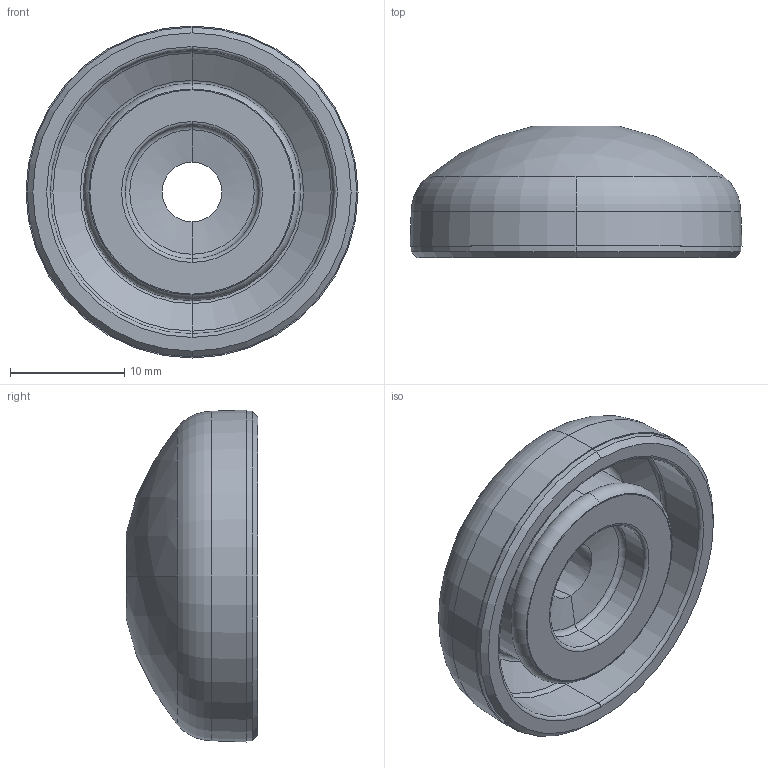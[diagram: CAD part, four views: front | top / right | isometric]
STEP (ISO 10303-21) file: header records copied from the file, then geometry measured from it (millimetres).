
FILE_DESCRIPTION (( 'STEP AP214' ), '1' );
FILE_NAME ('098e030k.STEP', '2014-08-12T11:30:06', ( '' ), ( '' ), 'SwSTEP 2.0', 'SolidWorks 2014', '' );
FILE_SCHEMA (( 'AUTOMOTIVE_DESIGN' ));
Length unit declared in the file: millimetre
Products named in the file (1): 098e030k
Bounding box: 29 x 11.49 x 29 mm (x, y, z)
Volume: 3947.3 mm3; surface area: 2806.7 mm2
Topology: 1 solids, 1 shells, 40 faces, 84 edges, 48 vertices
Faces by surface type: torus 16, cone 10, cylinder 8, plane 4, sphere 2
Entity records: 1142 total; most frequent: DIRECTION 232, CARTESIAN_POINT 173, ORIENTED_EDGE 168, AXIS2_PLACEMENT_3D 107, EDGE_CURVE 84, CIRCLE 66, VERTEX_POINT 48, EDGE_LOOP 44
